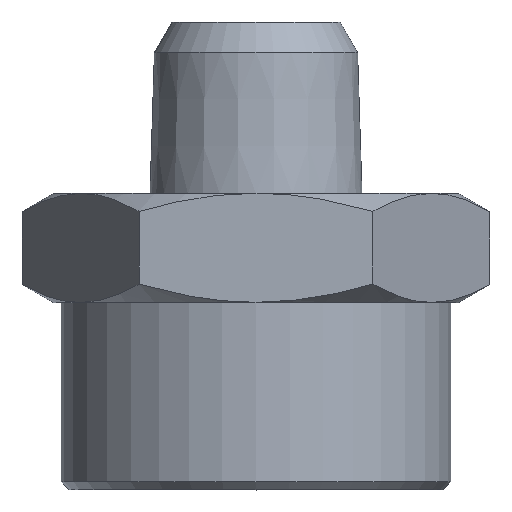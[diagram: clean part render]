
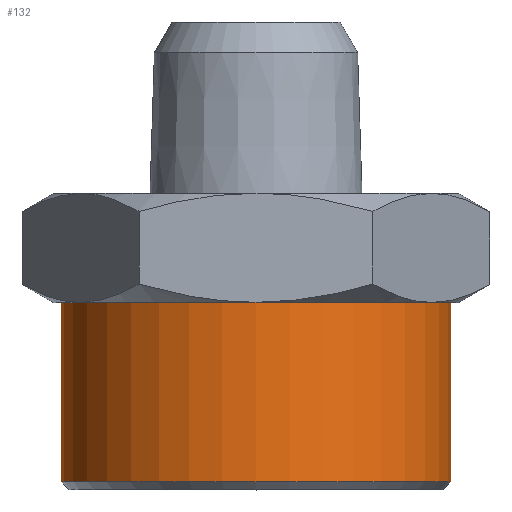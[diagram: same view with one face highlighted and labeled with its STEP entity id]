
A CAD part, top view. The second image highlights one B-rep face of the part: STEP entity #132.
In plain terms, the highlighted cylindrical face has radius 12.5 mm (diameter 25 mm), a full revolution.
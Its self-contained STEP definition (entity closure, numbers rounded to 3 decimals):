
#8 = AXIS2_PLACEMENT_3D ( 'NONE', #251, #319, #421 ) ;
#30 = AXIS2_PLACEMENT_3D ( 'NONE', #505, #507, #508 ) ;
#41 = AXIS2_PLACEMENT_3D ( 'NONE', #396, #370, #555 ) ;
#60 = EDGE_CURVE ( 'NONE', #800, #800, #635, .T. ) ;
#72 = EDGE_CURVE ( 'NONE', #794, #794, #770, .T. ) ;
#132 = ADVANCED_FACE ( 'NONE', ( #841, #873 ), #692, .T. ) ;
#194 = CARTESIAN_POINT ( 'NONE',  ( 0., 0.5, 12.5 ) ) ;
#251 = CARTESIAN_POINT ( 'NONE',  ( 0., 12., 0. ) ) ;
#319 = DIRECTION ( 'NONE',  ( 0., -1., 0. ) ) ;
#370 = DIRECTION ( 'NONE',  ( 0., 1., 0. ) ) ;
#396 = CARTESIAN_POINT ( 'NONE',  ( 0., 0.5, 0. ) ) ;
#421 = DIRECTION ( 'NONE',  ( 0., 0., -1. ) ) ;
#430 = CARTESIAN_POINT ( 'NONE',  ( 0., 12., -12.5 ) ) ;
#505 = CARTESIAN_POINT ( 'NONE',  ( 0., 12., 0. ) ) ;
#507 = DIRECTION ( 'NONE',  ( 0., 1., 0. ) ) ;
#508 = DIRECTION ( 'NONE',  ( 0., 0., -1. ) ) ;
#555 = DIRECTION ( 'NONE',  ( 0., 0., 1. ) ) ;
#604 = ORIENTED_EDGE ( 'NONE', *, *, #72, .F. ) ;
#635 = CIRCLE ( 'NONE', #41, 12.5 ) ;
#692 = CYLINDRICAL_SURFACE ( 'NONE', #8, 12.5 ) ;
#743 = EDGE_LOOP ( 'NONE', ( #855 ) ) ;
#746 = EDGE_LOOP ( 'NONE', ( #604 ) ) ;
#770 = CIRCLE ( 'NONE', #30, 12.5 ) ;
#794 = VERTEX_POINT ( 'NONE', #430 ) ;
#800 = VERTEX_POINT ( 'NONE', #194 ) ;
#841 = FACE_OUTER_BOUND ( 'NONE', #743, .T. ) ;
#855 = ORIENTED_EDGE ( 'NONE', *, *, #60, .T. ) ;
#873 = FACE_OUTER_BOUND ( 'NONE', #746, .T. ) ;
